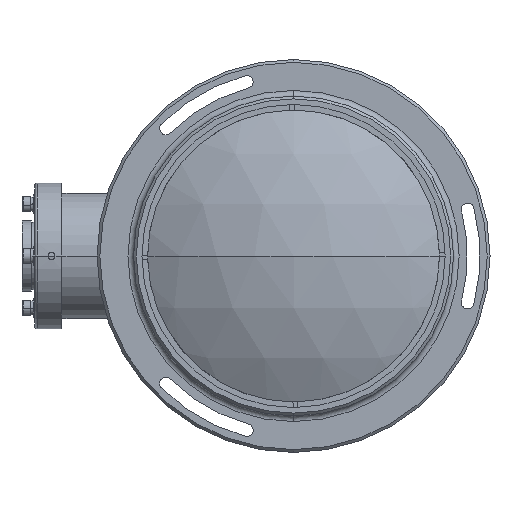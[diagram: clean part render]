
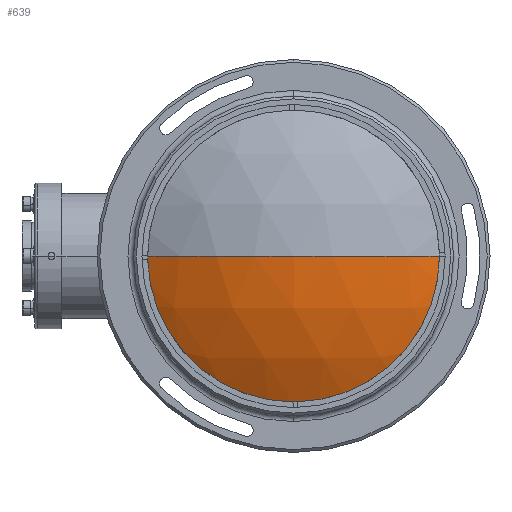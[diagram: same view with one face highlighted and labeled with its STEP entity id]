
A CAD part, left-side view. The second image highlights one B-rep face of the part: STEP entity #639.
In plain terms, the highlighted spherical face has radius 103.972 mm.
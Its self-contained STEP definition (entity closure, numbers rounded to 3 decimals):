
#639 = ADVANCED_FACE ( 'NONE', ( #26338 ), #25699, .T. ) ;
#1588 = DIRECTION ( 'NONE',  ( 1., 0., 0. ) ) ;
#2753 = EDGE_LOOP ( 'NONE', ( #13791, #20613, #18434 ) ) ;
#4116 = DIRECTION ( 'NONE',  ( 0., 0., -1. ) ) ;
#5317 = DIRECTION ( 'NONE',  ( 0., 0., -1. ) ) ;
#6919 = AXIS2_PLACEMENT_3D ( 'NONE', #16508, #4116, #18564 ) ;
#7050 = VERTEX_POINT ( 'NONE', #23742 ) ;
#7403 = DIRECTION ( 'NONE',  ( 0., 1., 0. ) ) ;
#9359 = CIRCLE ( 'NONE', #9539, 103.972 ) ;
#9539 = AXIS2_PLACEMENT_3D ( 'NONE', #26192, #13904, #1588 ) ;
#9900 = CARTESIAN_POINT ( 'NONE',  ( 14.523, -53., 0. ) ) ;
#9924 = EDGE_CURVE ( 'NONE', #7050, #10648, #9359, .T. ) ;
#10648 = VERTEX_POINT ( 'NONE', #18871 ) ;
#11000 = CARTESIAN_POINT ( 'NONE',  ( 14.523, 0., 0. ) ) ;
#13080 = DIRECTION ( 'NONE',  ( 0., 0., 1. ) ) ;
#13714 = EDGE_CURVE ( 'NONE', #7050, #16187, #23151, .T. ) ;
#13791 = ORIENTED_EDGE ( 'NONE', *, *, #13714, .T. ) ;
#13904 = DIRECTION ( 'NONE',  ( 0., 0., 1. ) ) ;
#14824 = AXIS2_PLACEMENT_3D ( 'NONE', #11000, #25393, #13080 ) ;
#16187 = VERTEX_POINT ( 'NONE', #9900 ) ;
#16508 = CARTESIAN_POINT ( 'NONE',  ( 103.972, 0., 0. ) ) ;
#17734 = CARTESIAN_POINT ( 'NONE',  ( 103.972, 0., 0. ) ) ;
#18434 = ORIENTED_EDGE ( 'NONE', *, *, #9924, .F. ) ;
#18564 = DIRECTION ( 'NONE',  ( 0., 1., 0. ) ) ;
#18871 = CARTESIAN_POINT ( 'NONE',  ( 0., 0., 0. ) ) ;
#19563 = AXIS2_PLACEMENT_3D ( 'NONE', #17734, #5317, #7403 ) ;
#20613 = ORIENTED_EDGE ( 'NONE', *, *, #25703, .T. ) ;
#22056 = CIRCLE ( 'NONE', #6919, 103.972 ) ;
#23151 = CIRCLE ( 'NONE', #14824, 53. ) ;
#23742 = CARTESIAN_POINT ( 'NONE',  ( 14.523, 53., 0. ) ) ;
#25393 = DIRECTION ( 'NONE',  ( -1., 0., 0. ) ) ;
#25699 = SPHERICAL_SURFACE ( 'NONE', #19563, 103.972 ) ;
#25703 = EDGE_CURVE ( 'NONE', #16187, #10648, #22056, .T. ) ;
#26192 = CARTESIAN_POINT ( 'NONE',  ( 103.972, 0., 0. ) ) ;
#26338 = FACE_OUTER_BOUND ( 'NONE', #2753, .T. ) ;
